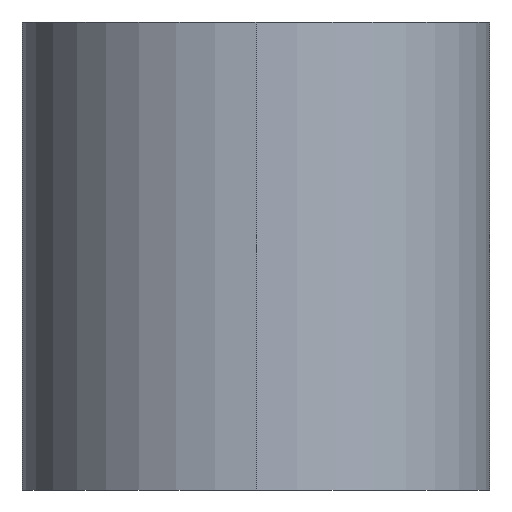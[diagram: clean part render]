
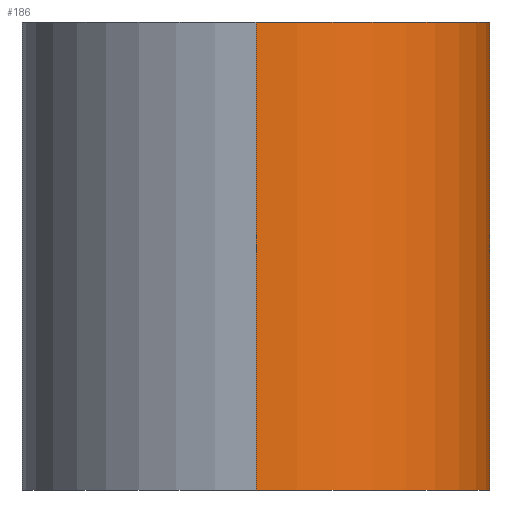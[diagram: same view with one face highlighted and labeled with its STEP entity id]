
A CAD part, left-side view. The second image highlights one B-rep face of the part: STEP entity #186.
In plain terms, the highlighted cylindrical face has radius 20 mm (diameter 40 mm), a partial arc.
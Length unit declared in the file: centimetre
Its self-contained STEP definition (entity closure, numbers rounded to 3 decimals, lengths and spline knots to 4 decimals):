
#1 = AXIS2_PLACEMENT_3D ( 'NONE', #306, #364, #38 ) ;
#2 = DIRECTION ( 'NONE',  ( 0., 0., -1. ) ) ;
#8 = FACE_OUTER_BOUND ( 'NONE', #37, .T. ) ;
#11 = EDGE_CURVE ( 'NONE', #284, #27, #328, .T. ) ;
#20 = CYLINDRICAL_SURFACE ( 'NONE', #355, 2. ) ;
#21 = ORIENTED_EDGE ( 'NONE', *, *, #75, .F. ) ;
#25 = AXIS2_PLACEMENT_3D ( 'NONE', #288, #123, #346 ) ;
#27 = VERTEX_POINT ( 'NONE', #302 ) ;
#31 = EDGE_CURVE ( 'NONE', #264, #241, #255, .T. ) ;
#37 = EDGE_LOOP ( 'NONE', ( #21, #273, #226, #272 ) ) ;
#38 = DIRECTION ( 'NONE',  ( 1., 0., 0. ) ) ;
#75 = EDGE_CURVE ( 'NONE', #264, #284, #234, .T. ) ;
#86 = DIRECTION ( 'NONE',  ( -1., 0., 0. ) ) ;
#87 = CIRCLE ( 'NONE', #25, 2. ) ;
#123 = DIRECTION ( 'NONE',  ( 0., 0., 1. ) ) ;
#151 = CARTESIAN_POINT ( 'NONE',  ( -15., -2., 2. ) ) ;
#180 = VECTOR ( 'NONE', #274, 100. ) ;
#184 = CARTESIAN_POINT ( 'NONE',  ( -15., 0., 2. ) ) ;
#186 = ADVANCED_FACE ( 'NONE', ( #8 ), #20, .T. ) ;
#191 = CARTESIAN_POINT ( 'NONE',  ( -17., 0., -2. ) ) ;
#206 = DIRECTION ( 'NONE',  ( 0., 0., -1. ) ) ;
#222 = CARTESIAN_POINT ( 'NONE',  ( -17., 0., 2. ) ) ;
#226 = ORIENTED_EDGE ( 'NONE', *, *, #356, .T. ) ;
#234 = CIRCLE ( 'NONE', #1, 2. ) ;
#241 = VERTEX_POINT ( 'NONE', #191 ) ;
#255 = LINE ( 'NONE', #331, #180 ) ;
#264 = VERTEX_POINT ( 'NONE', #222 ) ;
#272 = ORIENTED_EDGE ( 'NONE', *, *, #11, .F. ) ;
#273 = ORIENTED_EDGE ( 'NONE', *, *, #31, .T. ) ;
#274 = DIRECTION ( 'NONE',  ( 0., 0., -1. ) ) ;
#284 = VERTEX_POINT ( 'NONE', #151 ) ;
#288 = CARTESIAN_POINT ( 'NONE',  ( -15., 0., -2. ) ) ;
#302 = CARTESIAN_POINT ( 'NONE',  ( -15., -2., -2. ) ) ;
#306 = CARTESIAN_POINT ( 'NONE',  ( -15., 0., 2. ) ) ;
#323 = VECTOR ( 'NONE', #206, 100. ) ;
#328 = LINE ( 'NONE', #385, #323 ) ;
#331 = CARTESIAN_POINT ( 'NONE',  ( -17., 0., 2. ) ) ;
#346 = DIRECTION ( 'NONE',  ( 1., 0., 0. ) ) ;
#355 = AXIS2_PLACEMENT_3D ( 'NONE', #184, #2, #86 ) ;
#356 = EDGE_CURVE ( 'NONE', #241, #27, #87, .T. ) ;
#364 = DIRECTION ( 'NONE',  ( 0., 0., 1. ) ) ;
#385 = CARTESIAN_POINT ( 'NONE',  ( -15., -2., 2. ) ) ;
